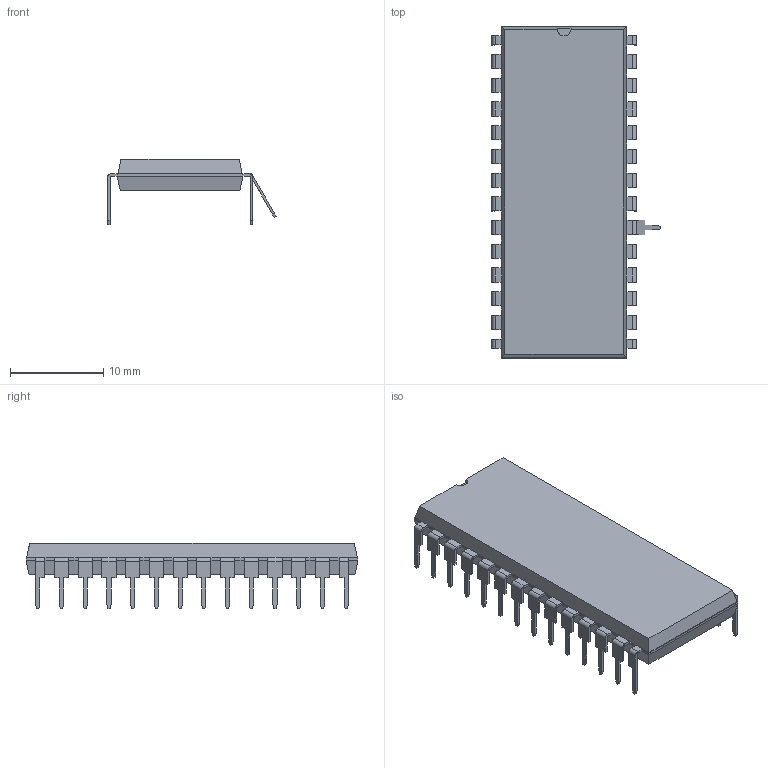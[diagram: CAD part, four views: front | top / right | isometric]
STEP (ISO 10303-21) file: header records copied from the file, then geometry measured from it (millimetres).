
FILE_DESCRIPTION(('FreeCAD Model'),'2;1');
FILE_NAME('Open CASCADE Shape Model','2023-08-24T06:13:53',(''),(''), 'Open CASCADE STEP processor 7.6','FreeCAD','Unknown');
FILE_SCHEMA(('AUTOMOTIVE_DESIGN { 1 0 10303 214 1 1 1 1 }'));
Length unit declared in the file: millimetre
Products named in the file (1): DIP-28-bent-20
Bounding box: 18.05 x 35.56 x 6.98 mm (x, y, z)
Volume: 1559.6 mm3; surface area: 1615.4 mm2
Topology: 1 solids, 1 shells, 495 faces, 1355 edges, 862 vertices
Faces by surface type: plane 397, cylinder 58, bspline 40
Entity records: 19066 total; most frequent: CARTESIAN_POINT 3149, ORIENTED_EDGE 2710, DIRECTION 2370, EDGE_CURVE 1355, LINE 1214, VECTOR 1214, VERTEX_POINT 862, AXIS2_PLACEMENT_3D 578
